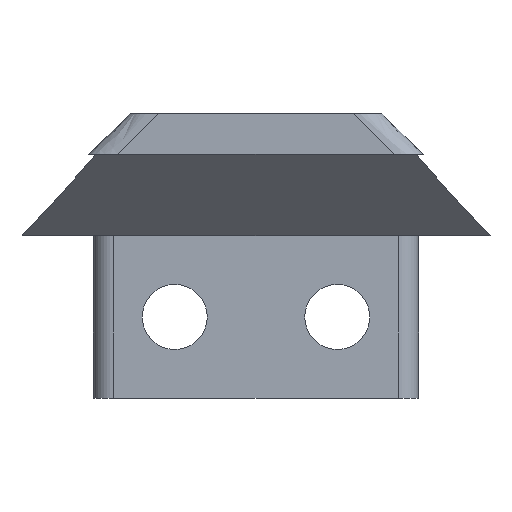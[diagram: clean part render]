
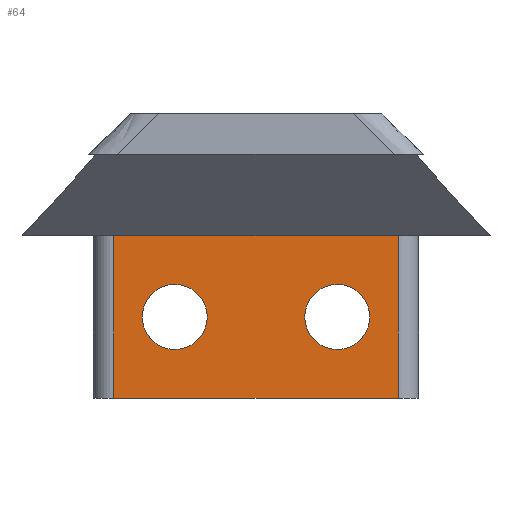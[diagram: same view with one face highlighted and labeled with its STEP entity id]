
A CAD part, front view. The second image highlights one B-rep face of the part: STEP entity #64.
In plain terms, the highlighted planar face has unit normal (0, -1, 0).
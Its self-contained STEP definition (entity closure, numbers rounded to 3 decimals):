
#64=ADVANCED_FACE('',(#194,#196,#198),#200,.T.);
#194=FACE_BOUND('',#195,.T.);
#195=EDGE_LOOP('',(#946,#947,#948,#949));
#196=FACE_BOUND('',#197,.T.);
#197=EDGE_LOOP('',(#950));
#198=FACE_BOUND('',#199,.T.);
#199=EDGE_LOOP('',(#951));
#200=PLANE('',#201);
#201=AXIS2_PLACEMENT_3D('',#202,#203,#204);
#202=CARTESIAN_POINT('',(8.,-1.,0.));
#203=DIRECTION('',(0.,-1.,0.));
#204=DIRECTION('',(-1.,0.,0.));
#946=ORIENTED_EDGE('',*,*,#1071,.F.);
#947=ORIENTED_EDGE('',*,*,#1057,.T.);
#948=ORIENTED_EDGE('',*,*,#1072,.T.);
#949=ORIENTED_EDGE('',*,*,#1073,.F.);
#950=ORIENTED_EDGE('',*,*,#1074,.T.);
#951=ORIENTED_EDGE('',*,*,#1075,.T.);
#1057=EDGE_CURVE('',#1171,#1149,#1179,.T.);
#1071=EDGE_CURVE('',#1171,#1197,#1198,.T.);
#1072=EDGE_CURVE('',#1149,#1199,#1200,.T.);
#1073=EDGE_CURVE('',#1197,#1199,#1201,.T.);
#1074=EDGE_CURVE('',#1202,#1202,#1203,.T.);
#1075=EDGE_CURVE('',#1204,#1204,#1205,.T.);
#1149=VERTEX_POINT('',#2257);
#1171=VERTEX_POINT('',#2424);
#1179=LINE('',#2511,#2512);
#1197=VERTEX_POINT('',#2583);
#1198=LINE('',#2584,#2585);
#1199=VERTEX_POINT('',#2587);
#1200=LINE('',#2588,#2589);
#1201=LINE('',#2591,#2592);
#1202=VERTEX_POINT('',#2594);
#1203=CIRCLE('',#2595,1.6);
#1204=VERTEX_POINT('',#2599);
#1205=CIRCLE('',#2600,1.6);
#2257=CARTESIAN_POINT('',(-7.,-1.,0.));
#2424=CARTESIAN_POINT('',(7.,-1.,0.));
#2511=CARTESIAN_POINT('',(7.,-1.,0.));
#2512=VECTOR('',#2513,1.);
#2513=DIRECTION('',(-1.,0.,0.));
#2583=CARTESIAN_POINT('',(7.,-1.,-8.));
#2584=CARTESIAN_POINT('',(7.,-1.,0.));
#2585=VECTOR('',#2586,1.);
#2586=DIRECTION('',(0.,0.,-1.));
#2587=CARTESIAN_POINT('',(-7.,-1.,-8.));
#2588=CARTESIAN_POINT('',(-7.,-1.,0.));
#2589=VECTOR('',#2590,1.);
#2590=DIRECTION('',(0.,0.,-1.));
#2591=CARTESIAN_POINT('',(7.,-1.,-8.));
#2592=VECTOR('',#2593,1.);
#2593=DIRECTION('',(-1.,0.,0.));
#2594=CARTESIAN_POINT('',(2.4,-1.,-4.));
#2595=AXIS2_PLACEMENT_3D('',#2596,#2597,#2598);
#2596=CARTESIAN_POINT('',(4.,-1.,-4.));
#2597=DIRECTION('',(0.,1.,0.));
#2598=DIRECTION('',(-1.,0.,0.));
#2599=CARTESIAN_POINT('',(-5.6,-1.,-4.));
#2600=AXIS2_PLACEMENT_3D('',#2601,#2602,#2603);
#2601=CARTESIAN_POINT('',(-4.,-1.,-4.));
#2602=DIRECTION('',(0.,1.,0.));
#2603=DIRECTION('',(-1.,0.,0.));
